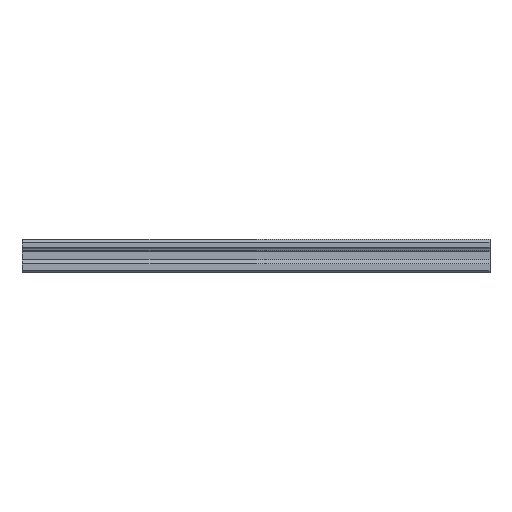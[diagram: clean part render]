
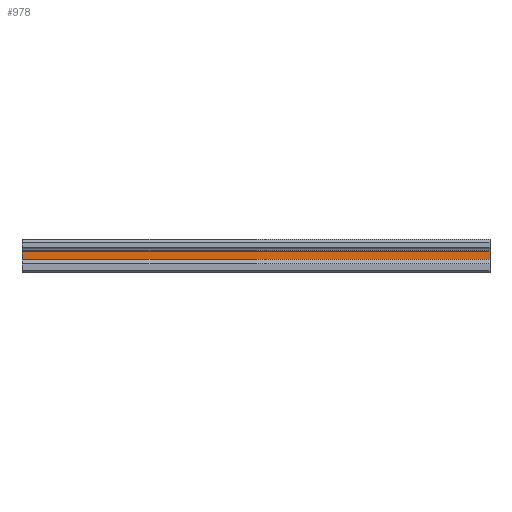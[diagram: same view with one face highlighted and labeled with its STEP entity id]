
A CAD part, top view. The second image highlights one B-rep face of the part: STEP entity #978.
In plain terms, the highlighted planar face has unit normal (0, 0, 1).
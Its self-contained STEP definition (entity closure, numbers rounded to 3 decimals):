
#64 = LINE ( 'NONE', #1191, #1051 ) ;
#80 = EDGE_CURVE ( 'NONE', #2035, #373, #64, .T. ) ;
#95 = DIRECTION ( 'NONE',  ( 1., 0., 0. ) ) ;
#136 = DIRECTION ( 'NONE',  ( 0., -1., 0. ) ) ;
#211 = AXIS2_PLACEMENT_3D ( 'NONE', #663, #1385, #1209 ) ;
#264 = CARTESIAN_POINT ( 'NONE',  ( -15., 19.939, 18.75 ) ) ;
#373 = VERTEX_POINT ( 'NONE', #2389 ) ;
#400 = CARTESIAN_POINT ( 'NONE',  ( 435., 12.664, 18.75 ) ) ;
#405 = DIRECTION ( 'NONE',  ( 0., -1., 0. ) ) ;
#464 = ORIENTED_EDGE ( 'NONE', *, *, #80, .T. ) ;
#559 = EDGE_LOOP ( 'NONE', ( #1113, #2185, #1063, #464 ) ) ;
#663 = CARTESIAN_POINT ( 'NONE',  ( 435., 19.939, 18.75 ) ) ;
#816 = VERTEX_POINT ( 'NONE', #1286 ) ;
#823 = FACE_OUTER_BOUND ( 'NONE', #559, .T. ) ;
#835 = CARTESIAN_POINT ( 'NONE',  ( 435., 19.939, 18.75 ) ) ;
#836 = VECTOR ( 'NONE', #136, 1000. ) ;
#873 = VECTOR ( 'NONE', #1121, 1000. ) ;
#908 = CARTESIAN_POINT ( 'NONE',  ( 435., 19.939, 18.75 ) ) ;
#978 = ADVANCED_FACE ( 'NONE', ( #823 ), #2320, .F. ) ;
#1050 = LINE ( 'NONE', #1793, #836 ) ;
#1051 = VECTOR ( 'NONE', #405, 1000. ) ;
#1063 = ORIENTED_EDGE ( 'NONE', *, *, #1297, .F. ) ;
#1113 = ORIENTED_EDGE ( 'NONE', *, *, #1148, .F. ) ;
#1121 = DIRECTION ( 'NONE',  ( -1., 0., 0. ) ) ;
#1148 = EDGE_CURVE ( 'NONE', #816, #373, #1505, .T. ) ;
#1191 = CARTESIAN_POINT ( 'NONE',  ( -15., 24.422, 18.75 ) ) ;
#1209 = DIRECTION ( 'NONE',  ( 0., 1., 0. ) ) ;
#1286 = CARTESIAN_POINT ( 'NONE',  ( 435., 12.664, 18.75 ) ) ;
#1297 = EDGE_CURVE ( 'NONE', #2035, #2238, #1951, .T. ) ;
#1385 = DIRECTION ( 'NONE',  ( 0., 0., -1. ) ) ;
#1505 = LINE ( 'NONE', #400, #873 ) ;
#1526 = EDGE_CURVE ( 'NONE', #2238, #816, #1050, .T. ) ;
#1793 = CARTESIAN_POINT ( 'NONE',  ( 435., 24.422, 18.75 ) ) ;
#1881 = VECTOR ( 'NONE', #95, 1000. ) ;
#1951 = LINE ( 'NONE', #835, #1881 ) ;
#2035 = VERTEX_POINT ( 'NONE', #264 ) ;
#2185 = ORIENTED_EDGE ( 'NONE', *, *, #1526, .F. ) ;
#2238 = VERTEX_POINT ( 'NONE', #908 ) ;
#2320 = PLANE ( 'NONE',  #211 ) ;
#2389 = CARTESIAN_POINT ( 'NONE',  ( -15., 12.664, 18.75 ) ) ;
